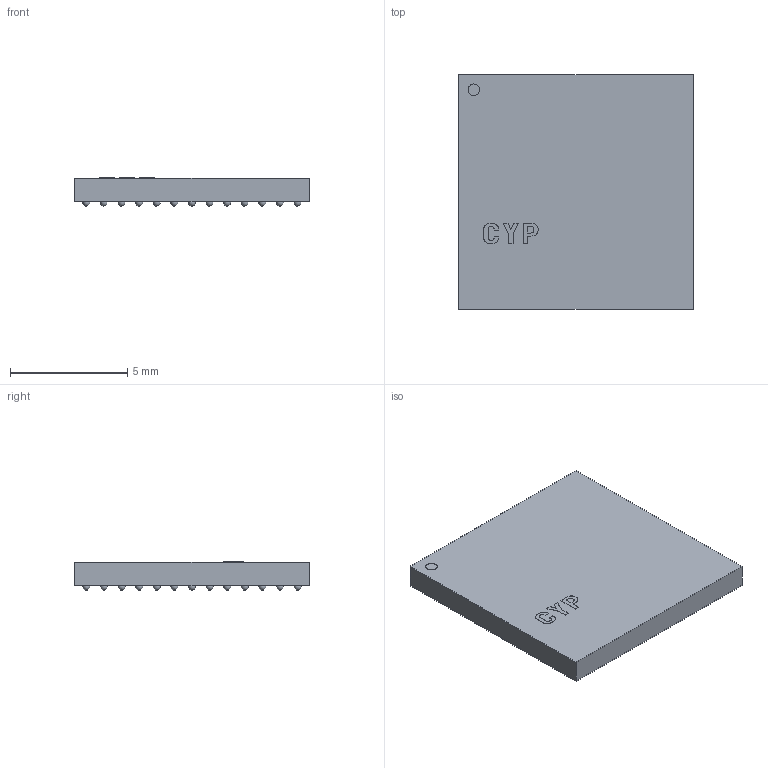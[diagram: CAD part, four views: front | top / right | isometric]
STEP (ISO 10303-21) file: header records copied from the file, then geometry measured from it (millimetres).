
FILE_DESCRIPTION(/* description */ (''),/* implementation_level */ '2;1');
FILE_NAME(/* name */ 'PG-TFBGA-169-3_002-32511_V0B_3D.stp',/* time_stamp */ '2024-11-05T12:40:07+05:30',/* author */ ('sivamani'),/* organization */ (''),/* preprocessor_version */ 'ST-DEVELOPER v19.2',/* originating_system */ 'AutoCAD Mechanical',/* authorisation */ '');
FILE_SCHEMA (('AUTOMOTIVE_DESIGN { 1 0 10303 214 3 1 1 }'));
Length unit declared in the file: millimetre
Products named in the file (1): Product
Bounding box: 10 x 10 x 1.21 mm (x, y, z)
Volume: 101.8 mm3; surface area: 484.7 mm2
Topology: 175 solids, 175 shells, 395 faces, 639 edges, 426 vertices
Faces by surface type: plane 213, sphere 169, bspline 11, cylinder 2
Full cylindrical faces by diameter (mm): 0.5 x2
Entity records: 8273 total; most frequent: DIRECTION 1536, CARTESIAN_POINT 1519, ORIENTED_EDGE 940, AXIS2_PLACEMENT_3D 727, EDGE_CURVE 470, VERTEX_POINT 426, EDGE_LOOP 398, FACE_OUTER_BOUND 395
